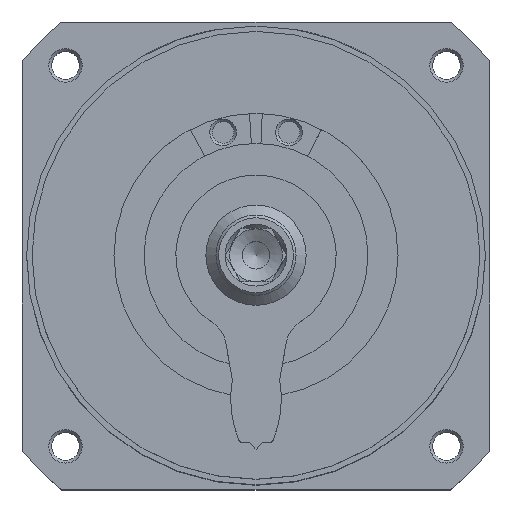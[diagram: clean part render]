
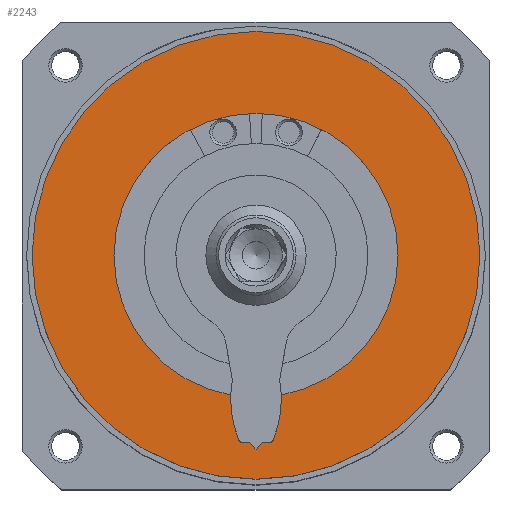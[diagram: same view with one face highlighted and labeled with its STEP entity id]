
A CAD part, top view. The second image highlights one B-rep face of the part: STEP entity #2243.
In plain terms, the highlighted face is planar.
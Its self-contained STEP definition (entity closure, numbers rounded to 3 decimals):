
#99=PLANE('',#2490);
#481=ORIENTED_EDGE('',*,*,#990,.F.);
#482=ORIENTED_EDGE('',*,*,#991,.T.);
#990=EDGE_CURVE('',#1256,#1256,#1469,.T.);
#991=EDGE_CURVE('',#1257,#1257,#1470,.T.);
#1256=VERTEX_POINT('',#3682);
#1257=VERTEX_POINT('',#3684);
#1469=CIRCLE('',#2491,33.5);
#1470=CIRCLE('',#2492,21.25);
#1643=EDGE_LOOP('',(#481));
#1644=EDGE_LOOP('',(#482));
#1924=FACE_BOUND('',#1643,.T.);
#1925=FACE_BOUND('',#1644,.T.);
#2243=ADVANCED_FACE('',(#1924,#1925),#99,.F.);
#2490=AXIS2_PLACEMENT_3D('',#3680,#2907,#2908);
#2491=AXIS2_PLACEMENT_3D('',#3681,#2909,#2910);
#2492=AXIS2_PLACEMENT_3D('',#3683,#2911,#2912);
#2907=DIRECTION('',(1.,0.,0.));
#2908=DIRECTION('',(0.,0.,-1.));
#2909=DIRECTION('',(1.,0.,0.));
#2910=DIRECTION('',(0.,0.,-1.));
#2911=DIRECTION('',(1.,0.,0.));
#2912=DIRECTION('',(0.,0.,-1.));
#3680=CARTESIAN_POINT('',(-63.,0.,0.));
#3681=CARTESIAN_POINT('',(-63.,0.,0.));
#3682=CARTESIAN_POINT('',(-63.,0.,-33.5));
#3683=CARTESIAN_POINT('',(-63.,0.,0.));
#3684=CARTESIAN_POINT('',(-63.,0.,-21.25));
